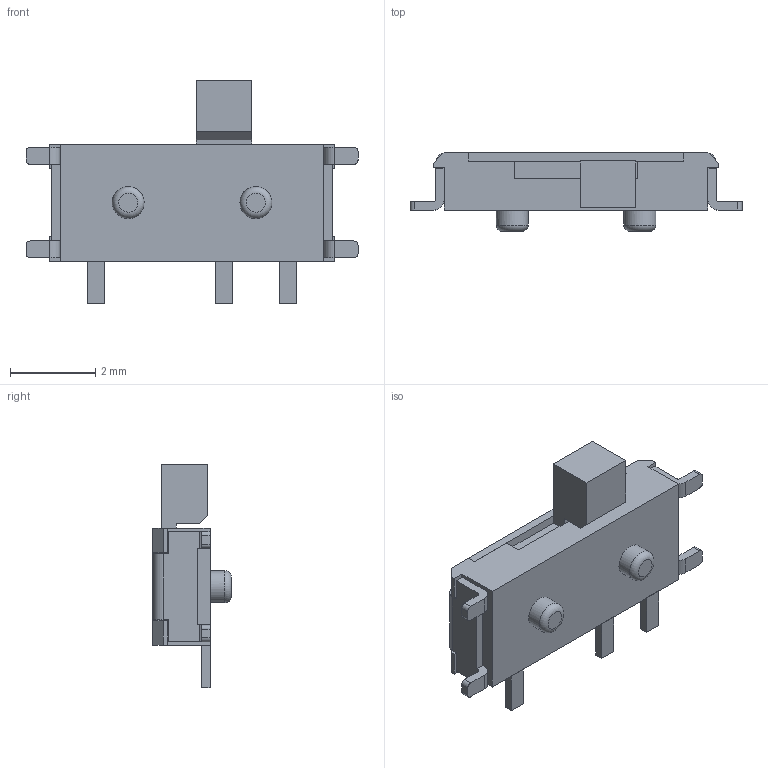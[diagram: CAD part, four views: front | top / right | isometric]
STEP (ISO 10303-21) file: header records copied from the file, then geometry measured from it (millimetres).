
FILE_DESCRIPTION(/* description */ (''),/* implementation_level */ '2;1');
FILE_NAME(/* name */ 'sk-3296s-01-l1 v2.step',/* time_stamp */ '2023-11-27T14:12:07+03:00',/* author */ (''),/* organization */ (''),/* preprocessor_version */ 'ST-DEVELOPER v20',/* originating_system */ 'Autodesk Translation Framework v12.14.0.127',/* authorisation */ '');
FILE_SCHEMA (('AUTOMOTIVE_DESIGN { 1 0 10303 214 3 1 1 }'));
Length unit declared in the file: millimetre
Products named in the file (4): sk-3296s-01-l1; Pins; MNT1; Body
Assembly tree (3 placements, depth 2):
  sk-3296s-01-l1
    Pins
    MNT1
    Body
Bounding box: 7.8 x 1.85 x 5.25 mm (x, y, z)
Volume: 26.7 mm3; surface area: 124.7 mm2
Topology: 5 solids, 5 shells, 565 faces, 1591 edges, 1058 vertices
Faces by surface type: plane 529, cylinder 34, torus 2
Full cylindrical faces by diameter (mm): 0.75 x2
Entity records: 18044 total; most frequent: CARTESIAN_POINT 3221, ORIENTED_EDGE 3182, DIRECTION 2809, EDGE_CURVE 1591, LINE 1517, VECTOR 1517, VERTEX_POINT 1058, AXIS2_PLACEMENT_3D 646
